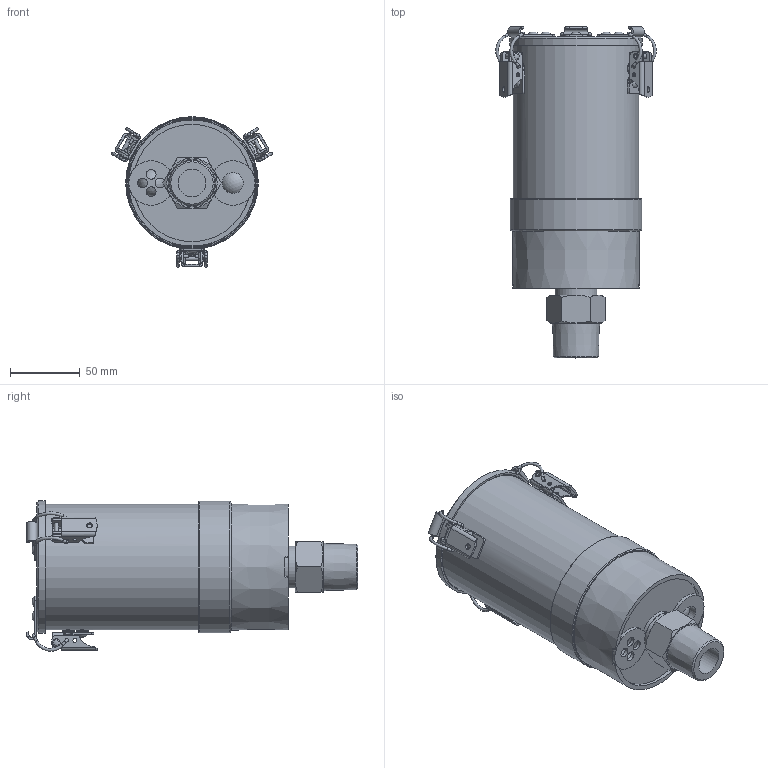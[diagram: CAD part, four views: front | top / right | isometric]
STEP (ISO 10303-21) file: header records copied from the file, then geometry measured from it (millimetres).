
FILE_DESCRIPTION (( 'STEP AP214' ), '1' );
FILE_NAME ('05.0020.96 VV-RV_2M_F_11_P3_XC_N1m.STEP', '2023-01-27T07:46:04', ( '' ), ( '' ), 'SwSTEP 2.0', 'SolidWorks 2020', '' );
FILE_SCHEMA (( 'AUTOMOTIVE_DESIGN' ));
Length unit declared in the file: millimetre
Products named in the file (1): 05.0020.96 VV-RV_2M_F_11_P3_XC_N1m
Bounding box: 114.99 x 237.8 x 107.91 mm (x, y, z)
Volume: 427176.7 mm3; surface area: 234912.4 mm2
Topology: 45 solids, 47 shells, 1006 faces, 2369 edges, 1499 vertices
Faces by surface type: plane 401, cylinder 301, cone 126, torus 95, bspline 76, sphere 7
Full cylindrical faces by diameter (mm): 2 x21, 2.4 x6, 2.8 x6, 3.1 x3, 3.2 x3, 3.4 x12, 4 x21, 4.1 x12, 4.2 x6, 6 x6, 6.1 x6, 7 x4, 9 x6, 15 x1, 16 x2, 20 x2, 21 x2, 22 x1, 23.44 x1, 24.12 x3, 26.44 x2, 27.8 x2, 30 x1, 31 x2, 31.5 x1, 31.9 x1, 32 x1, 39 x1, 78 x2, 79.5 x1
Entity records: 51136 total; most frequent: CARTESIAN_POINT 18337, DIRECTION 4295, ORIENTED_EDGE 3960, EDGE_CURVE 1980, AXIS2_PLACEMENT_3D 1816, EDGE_LOOP 1528, VERTEX_POINT 1436, FACE_OUTER_BOUND 1254
